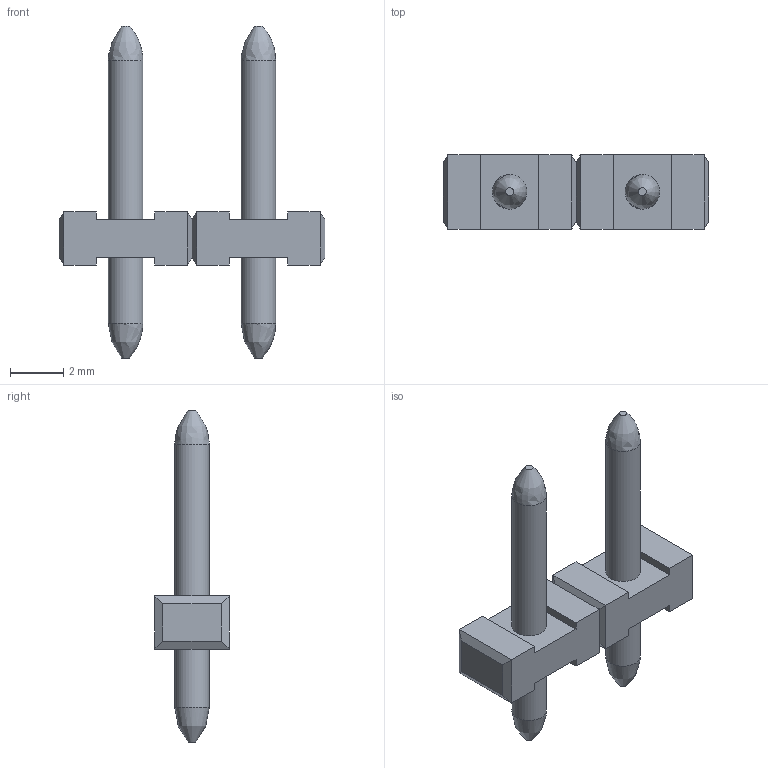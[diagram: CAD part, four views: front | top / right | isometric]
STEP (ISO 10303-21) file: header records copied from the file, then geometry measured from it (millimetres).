
FILE_DESCRIPTION((''),'2;1');
FILE_NAME('11435.4_STL130_2_50_V.stp'),'Autodesk Inventor 11','Autodesk Inventor 11','');
FILE_SCHEMA(('AUTOMOTIVE_DESIGN { 1 0 10303 214 1 1 1 1 }'));
Length unit declared in the file: millimetre
Products named in the file (1): STL130_2_50_V_PTR
Bounding box: 10 x 2.8 x 12.5 mm (x, y, z)
Volume: 74.6 mm3; surface area: 190.2 mm2
Topology: 1 solids, 1 shells, 54 faces, 120 edges, 72 vertices
Faces by surface type: plane 46, cylinder 4, bspline 4
Full cylindrical faces by diameter (mm): 1.3 x4
Entity records: 1515 total; most frequent: CARTESIAN_POINT 343, DIRECTION 226, ORIENTED_EDGE 224, EDGE_CURVE 112, VECTOR 100, LINE 100, VERTEX_POINT 72, EDGE_LOOP 66
